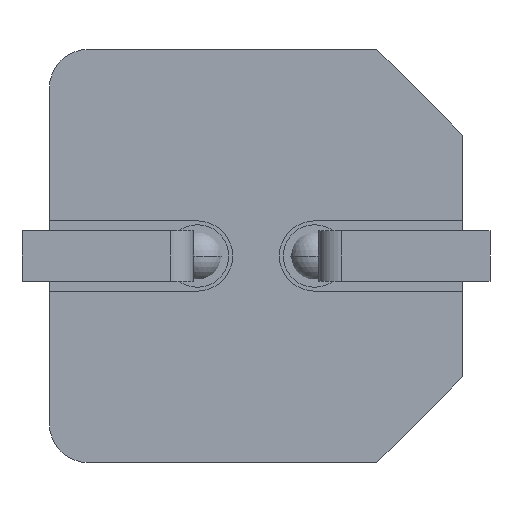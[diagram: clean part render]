
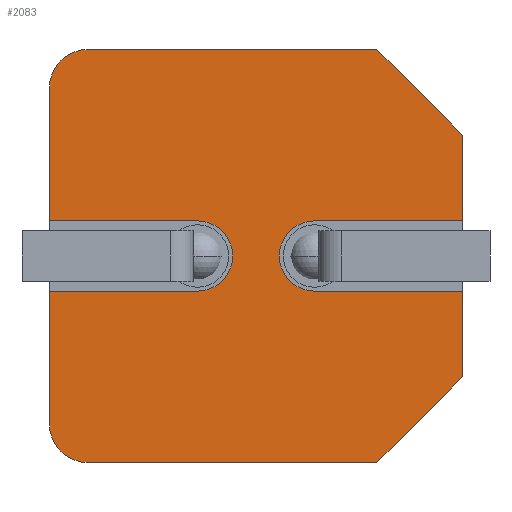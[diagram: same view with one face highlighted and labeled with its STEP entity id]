
A CAD part, front view. The second image highlights one B-rep face of the part: STEP entity #2083.
In plain terms, the highlighted planar face has unit normal (0, -1, 0).
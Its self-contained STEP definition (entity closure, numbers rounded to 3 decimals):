
#60 = CARTESIAN_POINT ( 'NONE',  ( -2.65, 0., -2.15 ) ) ;
#67 = EDGE_CURVE ( 'NONE', #1116, #2199, #1316, .T. ) ;
#85 = VERTEX_POINT ( 'NONE', #355 ) ;
#87 = CARTESIAN_POINT ( 'NONE',  ( 2.65, 0., 1.55 ) ) ;
#95 = VECTOR ( 'NONE', #2184, 1000. ) ;
#96 = EDGE_CURVE ( 'NONE', #2254, #1751, #1293, .T. ) ;
#134 = DIRECTION ( 'NONE',  ( 0.707, 0., 0.707 ) ) ;
#142 = EDGE_CURVE ( 'NONE', #1091, #1278, #778, .T. ) ;
#145 = DIRECTION ( 'NONE',  ( 0., 0., -1. ) ) ;
#160 = CARTESIAN_POINT ( 'NONE',  ( 2.65, 0., 0.45 ) ) ;
#166 = AXIS2_PLACEMENT_3D ( 'NONE', #345, #833, #145 ) ;
#184 = ORIENTED_EDGE ( 'NONE', *, *, #1445, .T. ) ;
#205 = EDGE_CURVE ( 'NONE', #2254, #1663, #1023, .T. ) ;
#219 = ORIENTED_EDGE ( 'NONE', *, *, #1799, .F. ) ;
#277 = ORIENTED_EDGE ( 'NONE', *, *, #891, .F. ) ;
#345 = CARTESIAN_POINT ( 'NONE',  ( -2.15, 0., 2.15 ) ) ;
#346 = DIRECTION ( 'NONE',  ( 1., 0., 0. ) ) ;
#355 = CARTESIAN_POINT ( 'NONE',  ( 1.55, 0., -2.65 ) ) ;
#380 = CARTESIAN_POINT ( 'NONE',  ( -2.65, 0., 2.65 ) ) ;
#409 = VECTOR ( 'NONE', #1076, 1000. ) ;
#410 = ORIENTED_EDGE ( 'NONE', *, *, #1212, .F. ) ;
#424 = VECTOR ( 'NONE', #513, 1000. ) ;
#478 = ORIENTED_EDGE ( 'NONE', *, *, #795, .T. ) ;
#492 = DIRECTION ( 'NONE',  ( 0., 0., 1. ) ) ;
#497 = CARTESIAN_POINT ( 'NONE',  ( -2.65, 0., -0.45 ) ) ;
#507 = ORIENTED_EDGE ( 'NONE', *, *, #2131, .F. ) ;
#513 = DIRECTION ( 'NONE',  ( 0., 0., -1. ) ) ;
#545 = CARTESIAN_POINT ( 'NONE',  ( -0.75, 0., -0.45 ) ) ;
#549 = LINE ( 'NONE', #1288, #1260 ) ;
#559 = CARTESIAN_POINT ( 'NONE',  ( 0., 0., 0. ) ) ;
#610 = CARTESIAN_POINT ( 'NONE',  ( 2.65, 0., -0.45 ) ) ;
#664 = CIRCLE ( 'NONE', #166, 0.5 ) ;
#711 = AXIS2_PLACEMENT_3D ( 'NONE', #559, #2127, #1623 ) ;
#724 = DIRECTION ( 'NONE',  ( 0., 1., 0. ) ) ;
#778 = LINE ( 'NONE', #160, #1993 ) ;
#781 = DIRECTION ( 'NONE',  ( 0., -1., 0. ) ) ;
#795 = EDGE_CURVE ( 'NONE', #1002, #2231, #664, .T. ) ;
#809 = EDGE_LOOP ( 'NONE', ( #1146, #1922, #846, #2249, #1829, #1248, #1395, #1830, #219, #184, #507, #478, #2137, #277, #410, #1275 ) ) ;
#822 = VECTOR ( 'NONE', #1668, 1000. ) ;
#823 = CIRCLE ( 'NONE', #855, 0.45 ) ;
#825 = CARTESIAN_POINT ( 'NONE',  ( 2.1, 0., -2.1 ) ) ;
#833 = DIRECTION ( 'NONE',  ( 0., -1., 0. ) ) ;
#846 = ORIENTED_EDGE ( 'NONE', *, *, #1078, .F. ) ;
#855 = AXIS2_PLACEMENT_3D ( 'NONE', #1484, #781, #1283 ) ;
#867 = DIRECTION ( 'NONE',  ( 0., 0., -1. ) ) ;
#891 = EDGE_CURVE ( 'NONE', #1611, #2135, #1602, .T. ) ;
#924 = PLANE ( 'NONE',  #711 ) ;
#927 = VERTEX_POINT ( 'NONE', #991 ) ;
#939 = LINE ( 'NONE', #1680, #1730 ) ;
#958 = DIRECTION ( 'NONE',  ( 0., 0., -1. ) ) ;
#991 = CARTESIAN_POINT ( 'NONE',  ( 1.55, 0., 2.65 ) ) ;
#996 = CARTESIAN_POINT ( 'NONE',  ( -2.65, 0., 0.45 ) ) ;
#1002 = VERTEX_POINT ( 'NONE', #1210 ) ;
#1010 = VERTEX_POINT ( 'NONE', #1877 ) ;
#1023 = CIRCLE ( 'NONE', #1743, 0.5 ) ;
#1046 = EDGE_CURVE ( 'NONE', #85, #2199, #2243, .T. ) ;
#1065 = CARTESIAN_POINT ( 'NONE',  ( -2.65, 0., -2.65 ) ) ;
#1076 = DIRECTION ( 'NONE',  ( 1., 0., 0. ) ) ;
#1078 = EDGE_CURVE ( 'NONE', #85, #1663, #2215, .T. ) ;
#1091 = VERTEX_POINT ( 'NONE', #1262 ) ;
#1096 = EDGE_CURVE ( 'NONE', #2135, #2231, #1733, .T. ) ;
#1116 = VERTEX_POINT ( 'NONE', #2188 ) ;
#1146 = ORIENTED_EDGE ( 'NONE', *, *, #96, .F. ) ;
#1152 = FACE_OUTER_BOUND ( 'NONE', #809, .T. ) ;
#1176 = LINE ( 'NONE', #610, #822 ) ;
#1210 = CARTESIAN_POINT ( 'NONE',  ( -2.15, 0., 2.65 ) ) ;
#1212 = EDGE_CURVE ( 'NONE', #1930, #1611, #823, .T. ) ;
#1248 = ORIENTED_EDGE ( 'NONE', *, *, #1563, .T. ) ;
#1258 = CARTESIAN_POINT ( 'NONE',  ( -2.65, 0., 0.45 ) ) ;
#1260 = VECTOR ( 'NONE', #958, 1000. ) ;
#1262 = CARTESIAN_POINT ( 'NONE',  ( 0.75, 0., 0.45 ) ) ;
#1275 = ORIENTED_EDGE ( 'NONE', *, *, #1547, .F. ) ;
#1278 = VERTEX_POINT ( 'NONE', #1475 ) ;
#1283 = DIRECTION ( 'NONE',  ( 0., 0., -1. ) ) ;
#1288 = CARTESIAN_POINT ( 'NONE',  ( 2.65, 0., 2.65 ) ) ;
#1293 = LINE ( 'NONE', #1577, #1894 ) ;
#1300 = VERTEX_POINT ( 'NONE', #87 ) ;
#1302 = DIRECTION ( 'NONE',  ( -0.707, 0., 0.707 ) ) ;
#1309 = CARTESIAN_POINT ( 'NONE',  ( -0.75, 0., 0.45 ) ) ;
#1316 = LINE ( 'NONE', #1357, #424 ) ;
#1357 = CARTESIAN_POINT ( 'NONE',  ( 2.65, 0., 2.65 ) ) ;
#1369 = VECTOR ( 'NONE', #134, 1000. ) ;
#1395 = ORIENTED_EDGE ( 'NONE', *, *, #2043, .T. ) ;
#1405 = CARTESIAN_POINT ( 'NONE',  ( -2.15, 0., -2.15 ) ) ;
#1445 = EDGE_CURVE ( 'NONE', #1300, #927, #2041, .T. ) ;
#1475 = CARTESIAN_POINT ( 'NONE',  ( 2.65, 0., 0.45 ) ) ;
#1484 = CARTESIAN_POINT ( 'NONE',  ( -0.75, 0., 0. ) ) ;
#1535 = LINE ( 'NONE', #380, #409 ) ;
#1542 = VECTOR ( 'NONE', #492, 1000. ) ;
#1547 = EDGE_CURVE ( 'NONE', #1751, #1930, #939, .T. ) ;
#1563 = EDGE_CURVE ( 'NONE', #1116, #1010, #1176, .T. ) ;
#1569 = DIRECTION ( 'NONE',  ( 0., -1., 0. ) ) ;
#1577 = CARTESIAN_POINT ( 'NONE',  ( -2.65, 0., 2.65 ) ) ;
#1596 = DIRECTION ( 'NONE',  ( -1., 0., 0. ) ) ;
#1602 = LINE ( 'NONE', #996, #95 ) ;
#1611 = VERTEX_POINT ( 'NONE', #1309 ) ;
#1623 = DIRECTION ( 'NONE',  ( 0., 0., -1. ) ) ;
#1663 = VERTEX_POINT ( 'NONE', #1987 ) ;
#1668 = DIRECTION ( 'NONE',  ( -1., 0., 0. ) ) ;
#1680 = CARTESIAN_POINT ( 'NONE',  ( -2.65, 0., -0.45 ) ) ;
#1690 = DIRECTION ( 'NONE',  ( 1., 0., 0. ) ) ;
#1730 = VECTOR ( 'NONE', #1690, 1000. ) ;
#1733 = LINE ( 'NONE', #2241, #1542 ) ;
#1743 = AXIS2_PLACEMENT_3D ( 'NONE', #1405, #1569, #867 ) ;
#1751 = VERTEX_POINT ( 'NONE', #497 ) ;
#1776 = CARTESIAN_POINT ( 'NONE',  ( 0.75, 0., 0. ) ) ;
#1792 = DIRECTION ( 'NONE',  ( 0., 0., -1. ) ) ;
#1799 = EDGE_CURVE ( 'NONE', #1300, #1278, #549, .T. ) ;
#1829 = ORIENTED_EDGE ( 'NONE', *, *, #67, .F. ) ;
#1830 = ORIENTED_EDGE ( 'NONE', *, *, #142, .T. ) ;
#1877 = CARTESIAN_POINT ( 'NONE',  ( 0.75, 0., -0.45 ) ) ;
#1883 = CARTESIAN_POINT ( 'NONE',  ( 2.65, 0., -1.55 ) ) ;
#1886 = VECTOR ( 'NONE', #1596, 1000. ) ;
#1892 = DIRECTION ( 'NONE',  ( 0., 0., 1. ) ) ;
#1894 = VECTOR ( 'NONE', #1892, 1000. ) ;
#1922 = ORIENTED_EDGE ( 'NONE', *, *, #205, .T. ) ;
#1930 = VERTEX_POINT ( 'NONE', #545 ) ;
#1987 = CARTESIAN_POINT ( 'NONE',  ( -2.15, 0., -2.65 ) ) ;
#1988 = VECTOR ( 'NONE', #1302, 1000. ) ;
#1993 = VECTOR ( 'NONE', #346, 1000. ) ;
#2012 = CARTESIAN_POINT ( 'NONE',  ( 2.1, 0., 2.1 ) ) ;
#2017 = AXIS2_PLACEMENT_3D ( 'NONE', #1776, #724, #1792 ) ;
#2037 = CARTESIAN_POINT ( 'NONE',  ( -2.65, 0., 2.15 ) ) ;
#2041 = LINE ( 'NONE', #2012, #1988 ) ;
#2043 = EDGE_CURVE ( 'NONE', #1010, #1091, #2064, .T. ) ;
#2064 = CIRCLE ( 'NONE', #2017, 0.45 ) ;
#2083 = ADVANCED_FACE ( 'NONE', ( #1152 ), #924, .T. ) ;
#2127 = DIRECTION ( 'NONE',  ( 0., -1., 0. ) ) ;
#2131 = EDGE_CURVE ( 'NONE', #1002, #927, #1535, .T. ) ;
#2135 = VERTEX_POINT ( 'NONE', #1258 ) ;
#2137 = ORIENTED_EDGE ( 'NONE', *, *, #1096, .F. ) ;
#2184 = DIRECTION ( 'NONE',  ( -1., 0., 0. ) ) ;
#2188 = CARTESIAN_POINT ( 'NONE',  ( 2.65, 0., -0.45 ) ) ;
#2199 = VERTEX_POINT ( 'NONE', #1883 ) ;
#2215 = LINE ( 'NONE', #1065, #1886 ) ;
#2231 = VERTEX_POINT ( 'NONE', #2037 ) ;
#2241 = CARTESIAN_POINT ( 'NONE',  ( -2.65, 0., 2.65 ) ) ;
#2243 = LINE ( 'NONE', #825, #1369 ) ;
#2249 = ORIENTED_EDGE ( 'NONE', *, *, #1046, .T. ) ;
#2254 = VERTEX_POINT ( 'NONE', #60 ) ;
